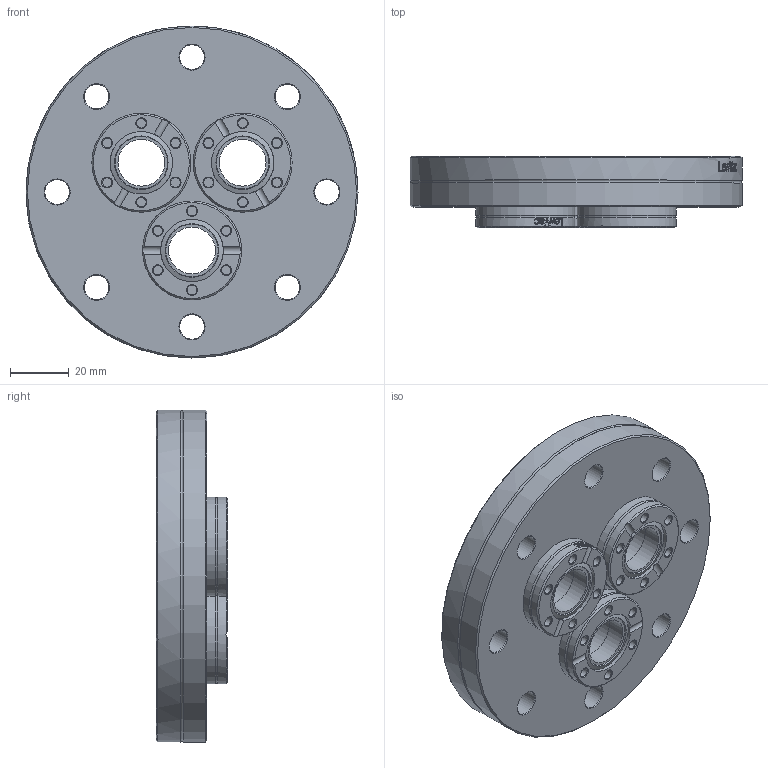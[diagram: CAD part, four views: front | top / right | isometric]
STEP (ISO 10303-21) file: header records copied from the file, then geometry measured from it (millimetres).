
FILE_DESCRIPTION(/* description */ (''),/* implementation_level */ '2;1');
FILE_NAME(/* name */ 'FL-CL63_3X16CF.stp',/* time_stamp */ '2018-03-02T14:26:15+00:00',/* author */ ('paul'),/* organization */ (''),/* preprocessor_version */ 'ST-DEVELOPER v17',/* originating_system */ 'Autodesk Inventor 2018',/* authorisation */ '');
FILE_SCHEMA (('AUTOMOTIVE_DESIGN { 1 0 10303 214 3 1 1 }'));
Length unit declared in the file: millimetre
Products named in the file (3): FL-CL63_3X16CF; FL-63CF bored for tubes; FL-16CFT for flush mount
Assembly tree (4 placements, depth 2):
  FL-CL63_3X16CF
    FL-63CF bored for tubes
    FL-16CFT for flush mount  x3
Bounding box: 113.5 x 24.4 x 113.5 mm (x, y, z)
Volume: 164358.7 mm3; surface area: 39577.1 mm2
Topology: 4 solids, 4 shells, 499 faces, 1388 edges, 932 vertices
Faces by surface type: plane 178, bspline 176, cylinder 90, cone 51, torus 4
Full cylindrical faces by diameter (mm): 3.242 x18, 8.4 x8, 16 x6, 18 x6, 21.4 x3, 33.8 x6, 82.5 x1, 113.5 x2
Entity records: 22289 total; most frequent: CARTESIAN_POINT 16029, ORIENTED_EDGE 1424, DIRECTION 1031, EDGE_CURVE 712, VERTEX_POINT 476, AXIS2_PLACEMENT_3D 382, EDGE_LOOP 314, LINE 267
